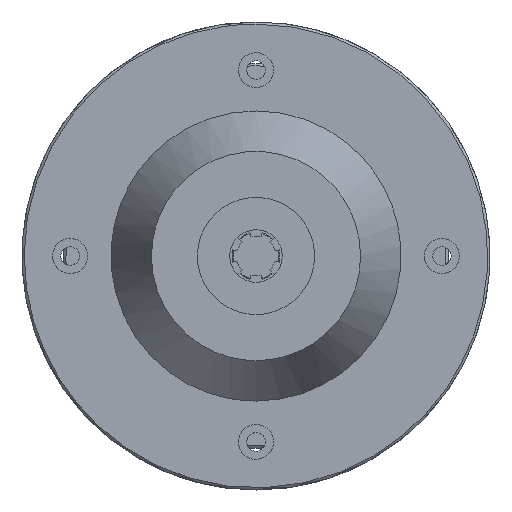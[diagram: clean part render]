
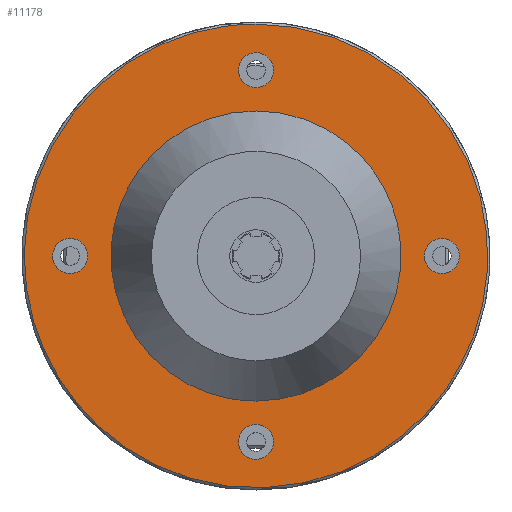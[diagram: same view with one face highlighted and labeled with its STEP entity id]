
A CAD part, left-side view. The second image highlights one B-rep face of the part: STEP entity #11178.
In plain terms, the highlighted free-form (B-spline) face has degree [1, 1] with [2, 2] control points.
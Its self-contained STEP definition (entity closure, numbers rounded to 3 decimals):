
#11125 = VERTEX_POINT('',#11126);
#11126 = CARTESIAN_POINT('',(86.082,0.,
    26.199));
#11131 = EDGE_CURVE('',#11125,#11125,#11132,.T.);
#11132 = ( BOUNDED_CURVE() B_SPLINE_CURVE(2,(#11133,#11134,#11135,#11136
    ,#11137,#11138,#11139),.UNSPECIFIED.,.T.,.F.) 
B_SPLINE_CURVE_WITH_KNOTS((3,2,2,3),(3.142,5.236,
7.33,9.425),.PIECEWISE_BEZIER_KNOTS.) CURVE() 
GEOMETRIC_REPRESENTATION_ITEM() RATIONAL_B_SPLINE_CURVE((1.,0.5,1.,0.5,
1.,0.5,1.)) REPRESENTATION_ITEM('') );
#11133 = CARTESIAN_POINT('',(86.082,0.,
    26.199));
#11134 = CARTESIAN_POINT('',(86.082,45.378,
    26.199));
#11135 = CARTESIAN_POINT('',(86.082,22.689,
    -13.099));
#11136 = CARTESIAN_POINT('',(86.082,0.,
    -52.398));
#11137 = CARTESIAN_POINT('',(86.082,-22.689,
    -13.099));
#11138 = CARTESIAN_POINT('',(86.082,-45.378,
    26.199));
#11139 = CARTESIAN_POINT('',(86.082,0.,
    26.199));
#11178 = ADVANCED_FACE('',(#11179,#11193,#11207,#11221,#11235,#11249),
  #11252,.T.);
#11179 = FACE_BOUND('',#11180,.T.);
#11180 = EDGE_LOOP('',(#11181));
#11181 = ORIENTED_EDGE('',*,*,#11182,.F.);
#11182 = EDGE_CURVE('',#11183,#11183,#11185,.T.);
#11183 = VERTEX_POINT('',#11184);
#11184 = CARTESIAN_POINT('',(86.082,0.,
    99.181));
#11185 = ( BOUNDED_CURVE() B_SPLINE_CURVE(2,(#11186,#11187,#11188,#11189
    ,#11190,#11191,#11192),.UNSPECIFIED.,.T.,.F.) 
B_SPLINE_CURVE_WITH_KNOTS((3,2,2,3),(3.142,5.236,
7.33,9.425),.PIECEWISE_BEZIER_KNOTS.) CURVE() 
GEOMETRIC_REPRESENTATION_ITEM() RATIONAL_B_SPLINE_CURVE((1.,0.5,1.,0.5,
1.,0.5,1.)) REPRESENTATION_ITEM('') );
#11186 = CARTESIAN_POINT('',(86.082,0.,
    99.181));
#11187 = CARTESIAN_POINT('',(86.082,-171.787,
    99.181));
#11188 = CARTESIAN_POINT('',(86.082,-85.893,
    -49.591));
#11189 = CARTESIAN_POINT('',(86.082,0.,
    -198.363));
#11190 = CARTESIAN_POINT('',(86.082,85.893,
    -49.591));
#11191 = CARTESIAN_POINT('',(86.082,171.787,
    99.181));
#11192 = CARTESIAN_POINT('',(86.082,0.,
    99.181));
#11193 = FACE_BOUND('',#11194,.T.);
#11194 = EDGE_LOOP('',(#11195));
#11195 = ORIENTED_EDGE('',*,*,#11196,.T.);
#11196 = EDGE_CURVE('',#11197,#11197,#11199,.T.);
#11197 = VERTEX_POINT('',#11198);
#11198 = CARTESIAN_POINT('',(86.082,7.485,
    -79.532));
#11199 = ( BOUNDED_CURVE() B_SPLINE_CURVE(2,(#11200,#11201,#11202,#11203
    ,#11204,#11205,#11206),.UNSPECIFIED.,.T.,.F.) 
B_SPLINE_CURVE_WITH_KNOTS((3,2,2,3),(3.142,5.236,
7.33,9.425),.PIECEWISE_BEZIER_KNOTS.) CURVE() 
GEOMETRIC_REPRESENTATION_ITEM() RATIONAL_B_SPLINE_CURVE((1.,0.5,1.,0.5,
1.,0.5,1.)) REPRESENTATION_ITEM('') );
#11200 = CARTESIAN_POINT('',(86.082,7.485,
    -79.532));
#11201 = CARTESIAN_POINT('',(86.082,7.485,
    -66.567));
#11202 = CARTESIAN_POINT('',(86.082,-3.743,
    -73.05));
#11203 = CARTESIAN_POINT('',(86.082,-14.971,
    -79.532));
#11204 = CARTESIAN_POINT('',(86.082,-3.743,
    -86.015));
#11205 = CARTESIAN_POINT('',(86.082,7.485,
    -92.497));
#11206 = CARTESIAN_POINT('',(86.082,7.485,
    -79.532));
#11207 = FACE_BOUND('',#11208,.T.);
#11208 = EDGE_LOOP('',(#11209));
#11209 = ORIENTED_EDGE('',*,*,#11210,.T.);
#11210 = EDGE_CURVE('',#11211,#11211,#11213,.T.);
#11211 = VERTEX_POINT('',#11212);
#11212 = CARTESIAN_POINT('',(86.082,7.485,
    79.532));
#11213 = ( BOUNDED_CURVE() B_SPLINE_CURVE(2,(#11214,#11215,#11216,#11217
    ,#11218,#11219,#11220),.UNSPECIFIED.,.T.,.F.) 
B_SPLINE_CURVE_WITH_KNOTS((3,2,2,3),(3.142,5.236,
7.33,9.425),.PIECEWISE_BEZIER_KNOTS.) CURVE() 
GEOMETRIC_REPRESENTATION_ITEM() RATIONAL_B_SPLINE_CURVE((1.,0.5,1.,0.5,
1.,0.5,1.)) REPRESENTATION_ITEM('') );
#11214 = CARTESIAN_POINT('',(86.082,7.485,
    79.532));
#11215 = CARTESIAN_POINT('',(86.082,7.485,
    92.497));
#11216 = CARTESIAN_POINT('',(86.082,-3.743,
    86.015));
#11217 = CARTESIAN_POINT('',(86.082,-14.971,
    79.532));
#11218 = CARTESIAN_POINT('',(86.082,-3.743,
    73.05));
#11219 = CARTESIAN_POINT('',(86.082,7.485,
    66.567));
#11220 = CARTESIAN_POINT('',(86.082,7.485,
    79.532));
#11221 = FACE_BOUND('',#11222,.T.);
#11222 = EDGE_LOOP('',(#11223));
#11223 = ORIENTED_EDGE('',*,*,#11224,.T.);
#11224 = EDGE_CURVE('',#11225,#11225,#11227,.T.);
#11225 = VERTEX_POINT('',#11226);
#11226 = CARTESIAN_POINT('',(86.082,87.018,
    0.));
#11227 = ( BOUNDED_CURVE() B_SPLINE_CURVE(2,(#11228,#11229,#11230,#11231
    ,#11232,#11233,#11234),.UNSPECIFIED.,.T.,.F.) 
B_SPLINE_CURVE_WITH_KNOTS((3,2,2,3),(3.142,5.236,
7.33,9.425),.PIECEWISE_BEZIER_KNOTS.) CURVE() 
GEOMETRIC_REPRESENTATION_ITEM() RATIONAL_B_SPLINE_CURVE((1.,0.5,1.,0.5,
1.,0.5,1.)) REPRESENTATION_ITEM('') );
#11228 = CARTESIAN_POINT('',(86.082,87.018,
    0.));
#11229 = CARTESIAN_POINT('',(86.082,87.018,
    12.965));
#11230 = CARTESIAN_POINT('',(86.082,75.789,
    6.483));
#11231 = CARTESIAN_POINT('',(86.082,64.561,
    0.));
#11232 = CARTESIAN_POINT('',(86.082,75.789,
    -6.483));
#11233 = CARTESIAN_POINT('',(86.082,87.018,
    -12.965));
#11234 = CARTESIAN_POINT('',(86.082,87.018,
    0.));
#11235 = FACE_BOUND('',#11236,.T.);
#11236 = EDGE_LOOP('',(#11237));
#11237 = ORIENTED_EDGE('',*,*,#11238,.T.);
#11238 = EDGE_CURVE('',#11239,#11239,#11241,.T.);
#11239 = VERTEX_POINT('',#11240);
#11240 = CARTESIAN_POINT('',(86.082,-72.047,
    0.));
#11241 = ( BOUNDED_CURVE() B_SPLINE_CURVE(2,(#11242,#11243,#11244,#11245
    ,#11246,#11247,#11248),.UNSPECIFIED.,.T.,.F.) 
B_SPLINE_CURVE_WITH_KNOTS((3,2,2,3),(3.142,5.236,
7.33,9.425),.PIECEWISE_BEZIER_KNOTS.) CURVE() 
GEOMETRIC_REPRESENTATION_ITEM() RATIONAL_B_SPLINE_CURVE((1.,0.5,1.,0.5,
1.,0.5,1.)) REPRESENTATION_ITEM('') );
#11242 = CARTESIAN_POINT('',(86.082,-72.047,
    0.));
#11243 = CARTESIAN_POINT('',(86.082,-72.047,
    12.965));
#11244 = CARTESIAN_POINT('',(86.082,-83.275,
    6.483));
#11245 = CARTESIAN_POINT('',(86.082,-94.503,
    0.));
#11246 = CARTESIAN_POINT('',(86.082,-83.275,
    -6.483));
#11247 = CARTESIAN_POINT('',(86.082,-72.047,
    -12.965));
#11248 = CARTESIAN_POINT('',(86.082,-72.047,
    0.));
#11249 = FACE_BOUND('',#11250,.T.);
#11250 = EDGE_LOOP('',(#11251));
#11251 = ORIENTED_EDGE('',*,*,#11131,.F.);
#11252 = B_SPLINE_SURFACE_WITH_KNOTS('',1,1,(
    (#11253,#11254)
    ,(#11255,#11256
  )),.UNSPECIFIED.,.F.,.F.,.F.,(2,2),(2,2),(-133.,79.),(-106.,106.),
  .PIECEWISE_BEZIER_KNOTS.);
#11253 = CARTESIAN_POINT('',(86.082,-99.181,
    -99.181));
#11254 = CARTESIAN_POINT('',(86.082,99.181,
    -99.181));
#11255 = CARTESIAN_POINT('',(86.082,-99.181,
    99.181));
#11256 = CARTESIAN_POINT('',(86.082,99.181,
    99.181));
